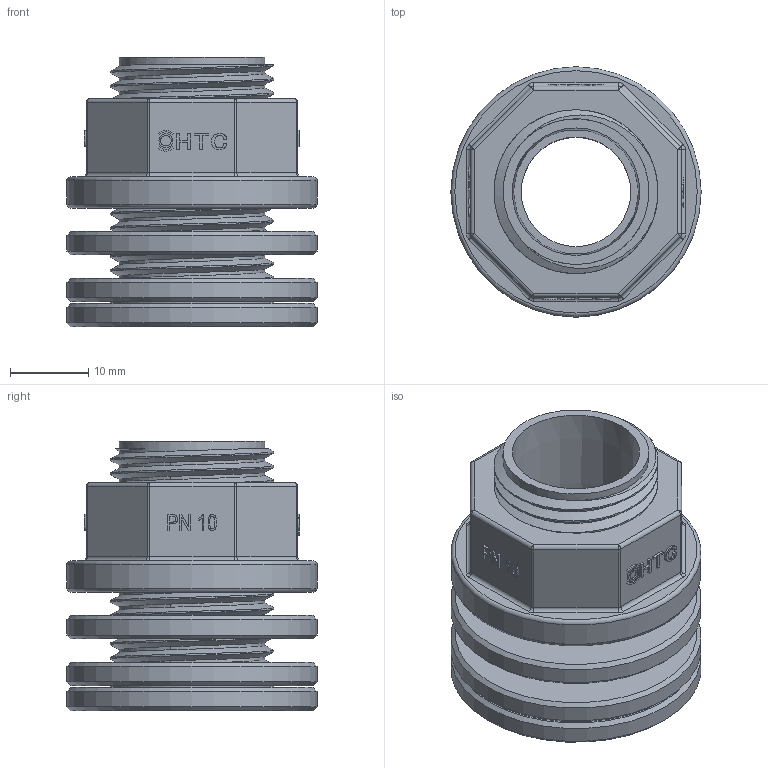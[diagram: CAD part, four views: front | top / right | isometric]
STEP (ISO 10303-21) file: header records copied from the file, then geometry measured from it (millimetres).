
FILE_DESCRIPTION(/* description */ (''),/* implementation_level */ '2;1');
FILE_NAME(/* name */ '圆底水箱接头16.stp',/* time_stamp */ '2025-09-27T08:36:48+08:00',/* author */ (''),/* organization */ (''),/* preprocessor_version */ 'ST-DEVELOPER v16.7',/* originating_system */ 'SIEMENS PLM Software NX 12.0',/* authorisation */ '');
FILE_SCHEMA (('AUTOMOTIVE_DESIGN { 1 0 10303 214 3 1 1 1 }'));
Length unit declared in the file: millimetre
Products named in the file (1): Admi06C0A70380i3
Bounding box: 32 x 32 x 34.5 mm (x, y, z)
Volume: 13413.9 mm3; surface area: 12813.4 mm2
Topology: 4 solids, 4 shells, 310 faces, 790 edges, 507 vertices
Faces by surface type: plane 136, extrusion 74, cylinder 71, torus 10, sphere 8, cone 7, bspline 4
Full cylindrical faces by diameter (mm): 1.339 x1, 1.785 x1, 14 x1, 18.631 x15, 20.955 x16, 22 x2, 32 x4
Entity records: 13972 total; most frequent: CARTESIAN_POINT 7990, ORIENTED_EDGE 1330, DIRECTION 909, EDGE_CURVE 665, VERTEX_POINT 440, B_SPLINE_CURVE_WITH_KNOTS 412, EDGE_LOOP 335, AXIS2_PLACEMENT_3D 305
